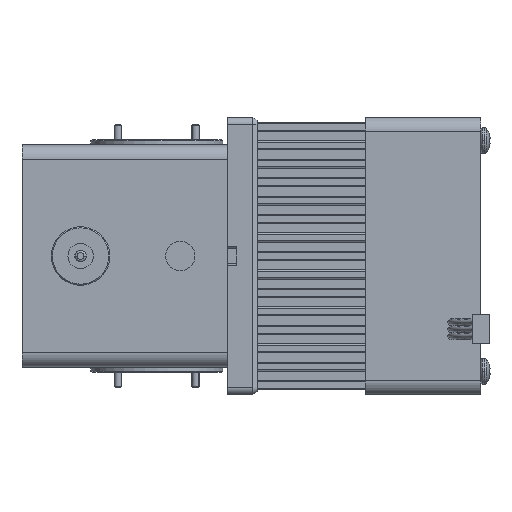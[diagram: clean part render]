
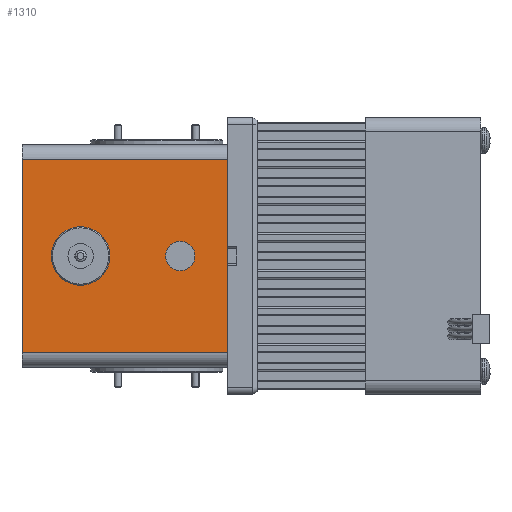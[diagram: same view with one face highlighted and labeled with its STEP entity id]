
A CAD part, left-side view. The second image highlights one B-rep face of the part: STEP entity #1310.
In plain terms, the highlighted planar face has unit normal (-1, 0, 0).
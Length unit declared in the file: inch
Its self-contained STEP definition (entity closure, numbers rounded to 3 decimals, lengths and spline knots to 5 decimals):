
#962 = CARTESIAN_POINT ( 'NONE',  ( -3.20681, 2.31952, -0.18092 ) ) ;
#1271 = DIRECTION ( 'NONE',  ( 0., -1., 0. ) ) ;
#1310 = ADVANCED_FACE ( 'NONE', ( #17075, #16947, #24933 ), #9121, .F. ) ;
#1428 = DIRECTION ( 'NONE',  ( 1., 0., 0. ) ) ;
#1864 = DIRECTION ( 'NONE',  ( 0., 0., -1. ) ) ;
#2120 = CARTESIAN_POINT ( 'NONE',  ( -3.20681, 0.56952, 0.57174 ) ) ;
#2595 = CARTESIAN_POINT ( 'NONE',  ( -3.20681, 0.96952, 0.64408 ) ) ;
#3162 = AXIS2_PLACEMENT_3D ( 'NONE', #8471, #24148, #6552 ) ;
#3242 = VERTEX_POINT ( 'NONE', #18943 ) ;
#3367 = VERTEX_POINT ( 'NONE', #11629 ) ;
#3576 = EDGE_CURVE ( 'NONE', #14704, #17350, #17898, .T. ) ;
#4469 = ORIENTED_EDGE ( 'NONE', *, *, #3576, .F. ) ;
#4491 = EDGE_CURVE ( 'NONE', #20482, #23909, #16510, .T. ) ;
#4521 = ORIENTED_EDGE ( 'NONE', *, *, #13112, .T. ) ;
#4539 = CARTESIAN_POINT ( 'NONE',  ( -3.20681, 0.56952, -0.18092 ) ) ;
#4580 = VECTOR ( 'NONE', #17910, 39.37008 ) ;
#5038 = VECTOR ( 'NONE', #1864, 39.37008 ) ;
#5225 = ORIENTED_EDGE ( 'NONE', *, *, #20906, .F. ) ;
#5315 = EDGE_CURVE ( 'NONE', #3367, #9946, #5825, .T. ) ;
#5457 = VECTOR ( 'NONE', #16889, 39.37008 ) ;
#5825 = LINE ( 'NONE', #13519, #21770 ) ;
#5855 = ORIENTED_EDGE ( 'NONE', *, *, #16321, .F. ) ;
#5968 = DIRECTION ( 'NONE',  ( 0., 1., 0. ) ) ;
#6552 = DIRECTION ( 'NONE',  ( 0., 0., -1. ) ) ;
#7679 = CIRCLE ( 'NONE', #15455, 0.125 ) ;
#8069 = DIRECTION ( 'NONE',  ( 0., -1., 0. ) ) ;
#8471 = CARTESIAN_POINT ( 'NONE',  ( -3.20681, 0.96952, 0.64408 ) ) ;
#9121 = PLANE ( 'NONE',  #12044 ) ;
#9694 = DIRECTION ( 'NONE',  ( 0., 0., -1. ) ) ;
#9703 = DIRECTION ( 'NONE',  ( -1., 0., 0. ) ) ;
#9730 = VERTEX_POINT ( 'NONE', #11136 ) ;
#9946 = VERTEX_POINT ( 'NONE', #2120 ) ;
#10019 = EDGE_LOOP ( 'NONE', ( #21491, #4469, #20222, #16025, #5225, #20848 ) ) ;
#10465 = EDGE_LOOP ( 'NONE', ( #23887, #4521 ) ) ;
#10528 = EDGE_CURVE ( 'NONE', #9730, #18392, #17456, .T. ) ;
#10963 = ORIENTED_EDGE ( 'NONE', *, *, #10528, .F. ) ;
#11048 = DIRECTION ( 'NONE',  ( 1., 0., 0. ) ) ;
#11065 = CARTESIAN_POINT ( 'NONE',  ( -3.20681, 0.56952, -0.18092 ) ) ;
#11072 = CARTESIAN_POINT ( 'NONE',  ( -3.20681, 0.56952, 1.46908 ) ) ;
#11136 = CARTESIAN_POINT ( 'NONE',  ( -3.20681, 0.96952, 0.76908 ) ) ;
#11513 = VERTEX_POINT ( 'NONE', #17455 ) ;
#11629 = CARTESIAN_POINT ( 'NONE',  ( -3.20681, 0.56952, 0.71641 ) ) ;
#11845 = AXIS2_PLACEMENT_3D ( 'NONE', #23235, #19362, #8069 ) ;
#12044 = AXIS2_PLACEMENT_3D ( 'NONE', #11065, #1428, #14778 ) ;
#12879 = EDGE_CURVE ( 'NONE', #9946, #14704, #14386, .T. ) ;
#13038 = CARTESIAN_POINT ( 'NONE',  ( -3.20681, 0.56952, 1.46908 ) ) ;
#13112 = EDGE_CURVE ( 'NONE', #11513, #3242, #23889, .T. ) ;
#13465 = CIRCLE ( 'NONE', #11845, 0.25 ) ;
#13519 = CARTESIAN_POINT ( 'NONE',  ( -3.20681, 0.56952, -0.18092 ) ) ;
#13685 = CARTESIAN_POINT ( 'NONE',  ( -3.20681, 2.31952, -0.18092 ) ) ;
#13993 = DIRECTION ( 'NONE',  ( 0., 0., -1. ) ) ;
#14210 = CARTESIAN_POINT ( 'NONE',  ( -3.20681, 0.96952, 0.51908 ) ) ;
#14386 = LINE ( 'NONE', #16295, #23845 ) ;
#14704 = VERTEX_POINT ( 'NONE', #21982 ) ;
#14778 = DIRECTION ( 'NONE',  ( 0., 0., 1. ) ) ;
#14970 = EDGE_CURVE ( 'NONE', #3242, #11513, #13465, .T. ) ;
#15455 = AXIS2_PLACEMENT_3D ( 'NONE', #2595, #9703, #16319 ) ;
#16025 = ORIENTED_EDGE ( 'NONE', *, *, #5315, .F. ) ;
#16295 = CARTESIAN_POINT ( 'NONE',  ( -3.20681, 0.56952, -0.18092 ) ) ;
#16319 = DIRECTION ( 'NONE',  ( 0., 0., -1. ) ) ;
#16321 = EDGE_CURVE ( 'NONE', #18392, #9730, #7679, .T. ) ;
#16510 = LINE ( 'NONE', #13038, #5457 ) ;
#16889 = DIRECTION ( 'NONE',  ( 0., 1., 0. ) ) ;
#16947 = FACE_OUTER_BOUND ( 'NONE', #10019, .T. ) ;
#17075 = FACE_BOUND ( 'NONE', #10465, .T. ) ;
#17300 = AXIS2_PLACEMENT_3D ( 'NONE', #20787, #11048, #1271 ) ;
#17350 = VERTEX_POINT ( 'NONE', #962 ) ;
#17455 = CARTESIAN_POINT ( 'NONE',  ( -3.20681, 2.06952, 0.64408 ) ) ;
#17456 = CIRCLE ( 'NONE', #3162, 0.125 ) ;
#17898 = LINE ( 'NONE', #4539, #21546 ) ;
#17910 = DIRECTION ( 'NONE',  ( 0., 0., -1. ) ) ;
#18392 = VERTEX_POINT ( 'NONE', #14210 ) ;
#18943 = CARTESIAN_POINT ( 'NONE',  ( -3.20681, 1.56952, 0.64408 ) ) ;
#19324 = LINE ( 'NONE', #13685, #4580 ) ;
#19362 = DIRECTION ( 'NONE',  ( 1., 0., 0. ) ) ;
#19445 = CARTESIAN_POINT ( 'NONE',  ( -3.20681, 0.56952, -0.18092 ) ) ;
#20222 = ORIENTED_EDGE ( 'NONE', *, *, #12879, .F. ) ;
#20482 = VERTEX_POINT ( 'NONE', #11072 ) ;
#20787 = CARTESIAN_POINT ( 'NONE',  ( -3.20681, 1.81952, 0.64408 ) ) ;
#20848 = ORIENTED_EDGE ( 'NONE', *, *, #4491, .T. ) ;
#20906 = EDGE_CURVE ( 'NONE', #20482, #3367, #21365, .T. ) ;
#21365 = LINE ( 'NONE', #19445, #5038 ) ;
#21491 = ORIENTED_EDGE ( 'NONE', *, *, #22041, .T. ) ;
#21546 = VECTOR ( 'NONE', #5968, 39.37008 ) ;
#21770 = VECTOR ( 'NONE', #9694, 39.37008 ) ;
#21982 = CARTESIAN_POINT ( 'NONE',  ( -3.20681, 0.56952, -0.18092 ) ) ;
#22041 = EDGE_CURVE ( 'NONE', #23909, #17350, #19324, .T. ) ;
#22520 = EDGE_LOOP ( 'NONE', ( #5855, #10963 ) ) ;
#23235 = CARTESIAN_POINT ( 'NONE',  ( -3.20681, 1.81952, 0.64408 ) ) ;
#23845 = VECTOR ( 'NONE', #13993, 39.37008 ) ;
#23887 = ORIENTED_EDGE ( 'NONE', *, *, #14970, .T. ) ;
#23889 = CIRCLE ( 'NONE', #17300, 0.25 ) ;
#23909 = VERTEX_POINT ( 'NONE', #23980 ) ;
#23980 = CARTESIAN_POINT ( 'NONE',  ( -3.20681, 2.31952, 1.46908 ) ) ;
#24148 = DIRECTION ( 'NONE',  ( -1., 0., 0. ) ) ;
#24933 = FACE_BOUND ( 'NONE', #22520, .T. ) ;
